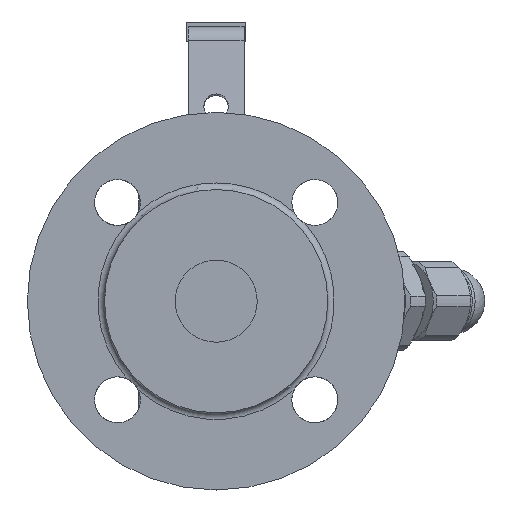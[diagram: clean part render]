
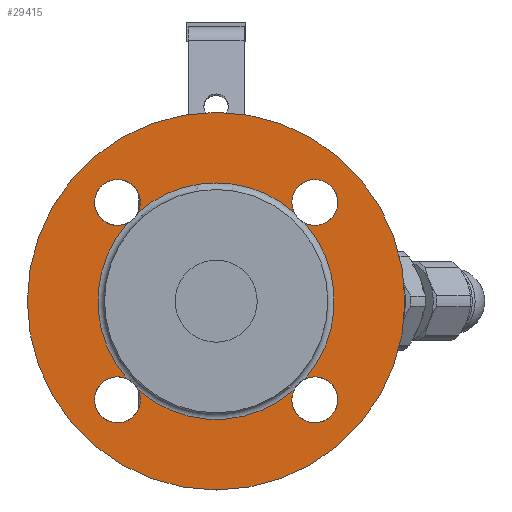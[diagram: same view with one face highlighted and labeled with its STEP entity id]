
A CAD part, left-side view. The second image highlights one B-rep face of the part: STEP entity #29415.
In plain terms, the highlighted planar face has unit normal (-1, 0, 0).
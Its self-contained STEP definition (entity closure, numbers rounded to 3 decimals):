
#5458=FACE_BOUND('',#10015,.T.);
#6037=PLANE('',#32447);
#8125=FACE_OUTER_BOUND('',#10014,.T.);
#10014=EDGE_LOOP('',(#26123));
#10015=EDGE_LOOP('',(#26124,#26125,#26126,#26127,#26128,#26129,#26130,#26131,
#26132,#26133,#26134,#26135,#26136));
#11534=CIRCLE('',#32424,36.);
#11535=CIRCLE('',#32425,36.);
#11536=CIRCLE('',#32426,36.);
#11537=CIRCLE('',#32427,36.);
#11538=CIRCLE('',#32428,36.);
#11539=CIRCLE('',#32430,7.);
#11540=CIRCLE('',#32431,7.);
#11541=CIRCLE('',#32433,7.);
#11542=CIRCLE('',#32434,7.);
#11543=CIRCLE('',#32436,7.);
#11544=CIRCLE('',#32437,7.);
#11545=CIRCLE('',#32439,7.);
#11546=CIRCLE('',#32440,7.);
#11549=CIRCLE('',#32445,57.5);
#14088=VERTEX_POINT('',#60678);
#14089=VERTEX_POINT('',#60680);
#14090=VERTEX_POINT('',#60682);
#14091=VERTEX_POINT('',#60703);
#14092=VERTEX_POINT('',#60705);
#14093=VERTEX_POINT('',#60726);
#14094=VERTEX_POINT('',#60728);
#14095=VERTEX_POINT('',#60749);
#14096=VERTEX_POINT('',#60751);
#14097=VERTEX_POINT('',#60774);
#14098=VERTEX_POINT('',#60779);
#14099=VERTEX_POINT('',#60784);
#14100=VERTEX_POINT('',#60789);
#14103=VERTEX_POINT('',#60800);
#18164=EDGE_CURVE('',#14088,#14089,#11534,.T.);
#18166=EDGE_CURVE('',#14090,#14091,#11535,.T.);
#18168=EDGE_CURVE('',#14092,#14093,#11536,.T.);
#18170=EDGE_CURVE('',#14094,#14095,#11537,.T.);
#18172=EDGE_CURVE('',#14096,#14088,#11538,.T.);
#18173=EDGE_CURVE('',#14092,#14097,#11539,.T.);
#18174=EDGE_CURVE('',#14097,#14091,#11540,.T.);
#18176=EDGE_CURVE('',#14094,#14098,#11541,.T.);
#18177=EDGE_CURVE('',#14098,#14093,#11542,.T.);
#18179=EDGE_CURVE('',#14096,#14099,#11543,.T.);
#18180=EDGE_CURVE('',#14099,#14095,#11544,.T.);
#18182=EDGE_CURVE('',#14090,#14100,#11545,.T.);
#18183=EDGE_CURVE('',#14100,#14089,#11546,.T.);
#18189=EDGE_CURVE('',#14103,#14103,#11549,.T.);
#26123=ORIENTED_EDGE('',*,*,#18189,.F.);
#26124=ORIENTED_EDGE('',*,*,#18170,.F.);
#26125=ORIENTED_EDGE('',*,*,#18176,.T.);
#26126=ORIENTED_EDGE('',*,*,#18177,.T.);
#26127=ORIENTED_EDGE('',*,*,#18168,.F.);
#26128=ORIENTED_EDGE('',*,*,#18173,.T.);
#26129=ORIENTED_EDGE('',*,*,#18174,.T.);
#26130=ORIENTED_EDGE('',*,*,#18166,.F.);
#26131=ORIENTED_EDGE('',*,*,#18182,.T.);
#26132=ORIENTED_EDGE('',*,*,#18183,.T.);
#26133=ORIENTED_EDGE('',*,*,#18164,.F.);
#26134=ORIENTED_EDGE('',*,*,#18172,.F.);
#26135=ORIENTED_EDGE('',*,*,#18179,.T.);
#26136=ORIENTED_EDGE('',*,*,#18180,.T.);
#29415=ADVANCED_FACE('',(#8125,#5458),#6037,.F.);
#32424=AXIS2_PLACEMENT_3D('',#60681,#39418,#39419);
#32425=AXIS2_PLACEMENT_3D('',#60704,#39420,#39421);
#32426=AXIS2_PLACEMENT_3D('',#60727,#39422,#39423);
#32427=AXIS2_PLACEMENT_3D('',#60750,#39424,#39425);
#32428=AXIS2_PLACEMENT_3D('',#60772,#39426,#39427);
#32430=AXIS2_PLACEMENT_3D('',#60775,#39430,#39431);
#32431=AXIS2_PLACEMENT_3D('',#60776,#39432,#39433);
#32433=AXIS2_PLACEMENT_3D('',#60780,#39437,#39438);
#32434=AXIS2_PLACEMENT_3D('',#60781,#39439,#39440);
#32436=AXIS2_PLACEMENT_3D('',#60785,#39444,#39445);
#32437=AXIS2_PLACEMENT_3D('',#60786,#39446,#39447);
#32439=AXIS2_PLACEMENT_3D('',#60790,#39451,#39452);
#32440=AXIS2_PLACEMENT_3D('',#60791,#39453,#39454);
#32445=AXIS2_PLACEMENT_3D('',#60802,#39466,#39467);
#32447=AXIS2_PLACEMENT_3D('',#60804,#39470,#39471);
#39418=DIRECTION('center_axis',(-1.,0.,0.));
#39419=DIRECTION('ref_axis',(0.,0.,
-1.));
#39420=DIRECTION('center_axis',(-1.,0.,0.));
#39421=DIRECTION('ref_axis',(0.,0.,
-1.));
#39422=DIRECTION('center_axis',(-1.,0.,0.));
#39423=DIRECTION('ref_axis',(0.,0.,
-1.));
#39424=DIRECTION('center_axis',(-1.,0.,0.));
#39425=DIRECTION('ref_axis',(0.,0.,
-1.));
#39426=DIRECTION('center_axis',(-1.,0.,0.));
#39427=DIRECTION('ref_axis',(0.,0.,
-1.));
#39430=DIRECTION('center_axis',(1.,0.,0.));
#39431=DIRECTION('ref_axis',(0.,1.,0.));
#39432=DIRECTION('center_axis',(1.,0.,0.));
#39433=DIRECTION('ref_axis',(0.,1.,0.));
#39437=DIRECTION('center_axis',(1.,0.,0.));
#39438=DIRECTION('ref_axis',(0.,0.,
-1.));
#39439=DIRECTION('center_axis',(1.,0.,0.));
#39440=DIRECTION('ref_axis',(0.,0.,
-1.));
#39444=DIRECTION('center_axis',(1.,0.,0.));
#39445=DIRECTION('ref_axis',(0.,-1.,0.));
#39446=DIRECTION('center_axis',(1.,0.,0.));
#39447=DIRECTION('ref_axis',(0.,-1.,0.));
#39451=DIRECTION('center_axis',(1.,0.,0.));
#39452=DIRECTION('ref_axis',(0.,0.,
1.));
#39453=DIRECTION('center_axis',(1.,0.,0.));
#39454=DIRECTION('ref_axis',(0.,0.,
1.));
#39466=DIRECTION('center_axis',(1.,0.,0.));
#39467=DIRECTION('ref_axis',(0.,0.,
-1.));
#39470=DIRECTION('center_axis',(1.,0.,0.));
#39471=DIRECTION('ref_axis',(0.,0.,
-1.));
#60678=CARTESIAN_POINT('',(-159.036,18.833,34.483));
#60680=CARTESIAN_POINT('',(-159.036,42.543,25.573));
#60681=CARTESIAN_POINT('Origin',(-159.036,18.833,-1.517));
#60682=CARTESIAN_POINT('',(-159.036,45.922,22.193));
#60703=CARTESIAN_POINT('',(-159.036,45.922,-25.227));
#60704=CARTESIAN_POINT('Origin',(-159.036,18.833,-1.517));
#60705=CARTESIAN_POINT('',(-159.036,42.543,-28.607));
#60726=CARTESIAN_POINT('',(-159.036,-4.877,-28.607));
#60727=CARTESIAN_POINT('Origin',(-159.036,18.833,-1.517));
#60728=CARTESIAN_POINT('',(-159.036,-8.257,-25.227));
#60749=CARTESIAN_POINT('',(-159.036,-8.257,22.193));
#60750=CARTESIAN_POINT('Origin',(-159.036,18.833,-1.517));
#60751=CARTESIAN_POINT('',(-159.036,-4.877,25.573));
#60772=CARTESIAN_POINT('Origin',(-159.036,18.833,-1.517));
#60774=CARTESIAN_POINT('',(-159.036,41.885,-31.569));
#60775=CARTESIAN_POINT('Origin',(-159.036,48.885,-31.569));
#60776=CARTESIAN_POINT('Origin',(-159.036,48.885,-31.569));
#60779=CARTESIAN_POINT('',(-159.036,-11.219,-24.569));
#60780=CARTESIAN_POINT('Origin',(-159.036,-11.219,-31.569));
#60781=CARTESIAN_POINT('Origin',(-159.036,-11.219,-31.569));
#60784=CARTESIAN_POINT('',(-159.036,-4.219,28.535));
#60785=CARTESIAN_POINT('Origin',(-159.036,-11.219,28.535));
#60786=CARTESIAN_POINT('Origin',(-159.036,-11.219,28.535));
#60789=CARTESIAN_POINT('',(-159.036,48.885,21.535));
#60790=CARTESIAN_POINT('Origin',(-159.036,48.885,28.535));
#60791=CARTESIAN_POINT('Origin',(-159.036,48.885,28.535));
#60800=CARTESIAN_POINT('',(-159.036,18.833,55.983));
#60802=CARTESIAN_POINT('Origin',(-159.036,18.833,-1.517));
#60804=CARTESIAN_POINT('Origin',(-159.036,18.833,-1.517));
